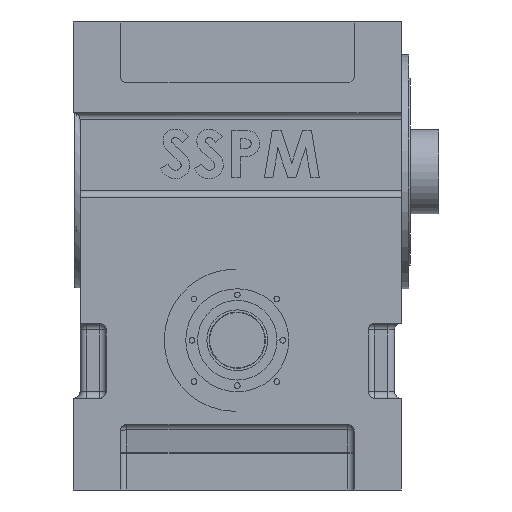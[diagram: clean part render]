
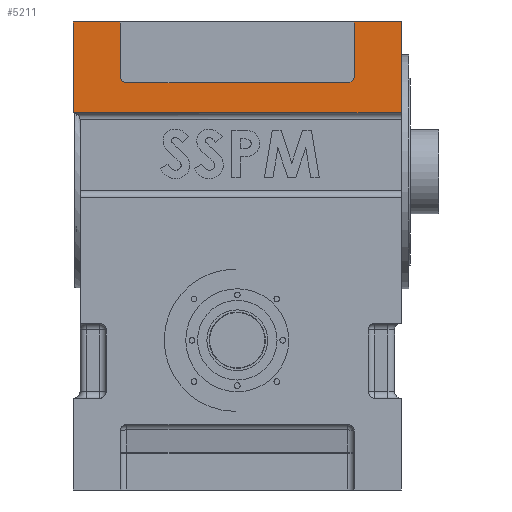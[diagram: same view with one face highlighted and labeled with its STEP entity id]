
A CAD part, left-side view. The second image highlights one B-rep face of the part: STEP entity #5211.
In plain terms, the highlighted planar face has unit normal (-1, 0, 0).
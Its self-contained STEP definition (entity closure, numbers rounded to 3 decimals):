
#150 = VERTEX_POINT ( 'NONE', #3621 ) ;
#193 = ORIENTED_EDGE ( 'NONE', *, *, #14894, .F. ) ;
#345 = EDGE_CURVE ( 'NONE', #29798, #150, #10656, .T. ) ;
#730 = CARTESIAN_POINT ( 'NONE',  ( -160., 125., 500. ) ) ;
#1831 = CARTESIAN_POINT ( 'NONE',  ( -160., 175., 403. ) ) ;
#1988 = VERTEX_POINT ( 'NONE', #16875 ) ;
#2111 = CARTESIAN_POINT ( 'NONE',  ( -160., -118., 442. ) ) ;
#2145 = DIRECTION ( 'NONE',  ( 1., 0., 0. ) ) ;
#3261 = VECTOR ( 'NONE', #13594, 1000. ) ;
#3352 = CARTESIAN_POINT ( 'NONE',  ( -160., 118., 435. ) ) ;
#3621 = CARTESIAN_POINT ( 'NONE',  ( -160., -175., 403. ) ) ;
#3659 = EDGE_CURVE ( 'NONE', #8931, #1988, #31159, .T. ) ;
#3757 = VERTEX_POINT ( 'NONE', #3352 ) ;
#4302 = DIRECTION ( 'NONE',  ( 1., 0., 0. ) ) ;
#4610 = ORIENTED_EDGE ( 'NONE', *, *, #15686, .F. ) ;
#4683 = CARTESIAN_POINT ( 'NONE',  ( -160., -175., 500. ) ) ;
#4789 = EDGE_CURVE ( 'NONE', #3757, #1988, #24727, .T. ) ;
#4804 = CARTESIAN_POINT ( 'NONE',  ( -160., -118., 435. ) ) ;
#5131 = VECTOR ( 'NONE', #16294, 1000. ) ;
#5211 = ADVANCED_FACE ( 'NONE', ( #26226 ), #30890, .F. ) ;
#5312 = ORIENTED_EDGE ( 'NONE', *, *, #345, .F. ) ;
#5347 = ORIENTED_EDGE ( 'NONE', *, *, #25730, .F. ) ;
#5403 = CARTESIAN_POINT ( 'NONE',  ( -160., 175., 500. ) ) ;
#5521 = LINE ( 'NONE', #20941, #5131 ) ;
#6583 = CARTESIAN_POINT ( 'NONE',  ( -160., -125., 442. ) ) ;
#6634 = CARTESIAN_POINT ( 'NONE',  ( -160., 175., 500. ) ) ;
#6983 = DIRECTION ( 'NONE',  ( 0., 1., 0. ) ) ;
#7054 = LINE ( 'NONE', #6634, #3261 ) ;
#7224 = CARTESIAN_POINT ( 'NONE',  ( -160., 118., 442. ) ) ;
#7419 = ORIENTED_EDGE ( 'NONE', *, *, #30135, .F. ) ;
#7692 = ORIENTED_EDGE ( 'NONE', *, *, #30632, .T. ) ;
#8344 = DIRECTION ( 'NONE',  ( 0., -1., 0. ) ) ;
#8724 = AXIS2_PLACEMENT_3D ( 'NONE', #2111, #4302, #16559 ) ;
#8752 = VERTEX_POINT ( 'NONE', #4804 ) ;
#8867 = CARTESIAN_POINT ( 'NONE',  ( -160., -125., 435. ) ) ;
#8931 = VERTEX_POINT ( 'NONE', #20098 ) ;
#9410 = DIRECTION ( 'NONE',  ( 1., 0., 0. ) ) ;
#9500 = ORIENTED_EDGE ( 'NONE', *, *, #4789, .T. ) ;
#9531 = VECTOR ( 'NONE', #14381, 1000. ) ;
#10656 = LINE ( 'NONE', #4683, #9531 ) ;
#12109 = LINE ( 'NONE', #22755, #25316 ) ;
#12336 = VERTEX_POINT ( 'NONE', #30172 ) ;
#12665 = DIRECTION ( 'NONE',  ( 0., 0., -1. ) ) ;
#12923 = EDGE_CURVE ( 'NONE', #23330, #27833, #16966, .T. ) ;
#13248 = VECTOR ( 'NONE', #22151, 1000. ) ;
#13594 = DIRECTION ( 'NONE',  ( 0., -1., 0. ) ) ;
#13824 = VECTOR ( 'NONE', #12665, 1000. ) ;
#14016 = LINE ( 'NONE', #5403, #13248 ) ;
#14381 = DIRECTION ( 'NONE',  ( 0., 0., -1. ) ) ;
#14400 = VERTEX_POINT ( 'NONE', #6583 ) ;
#14473 = DIRECTION ( 'NONE',  ( 0., 0., -1. ) ) ;
#14894 = EDGE_CURVE ( 'NONE', #3757, #8752, #12109, .T. ) ;
#15686 = EDGE_CURVE ( 'NONE', #14400, #12336, #21858, .T. ) ;
#15839 = CARTESIAN_POINT ( 'NONE',  ( -160., 175., 500. ) ) ;
#16294 = DIRECTION ( 'NONE',  ( 0., -1., 0. ) ) ;
#16559 = DIRECTION ( 'NONE',  ( 0., 0., -1. ) ) ;
#16875 = CARTESIAN_POINT ( 'NONE',  ( -160., 125., 442. ) ) ;
#16966 = LINE ( 'NONE', #26721, #18873 ) ;
#17114 = ORIENTED_EDGE ( 'NONE', *, *, #28457, .T. ) ;
#18605 = CARTESIAN_POINT ( 'NONE',  ( -160., 175., 500. ) ) ;
#18873 = VECTOR ( 'NONE', #14473, 1000. ) ;
#19288 = CIRCLE ( 'NONE', #8724, 7. ) ;
#20098 = CARTESIAN_POINT ( 'NONE',  ( -160., 125., 500. ) ) ;
#20229 = ORIENTED_EDGE ( 'NONE', *, *, #3659, .F. ) ;
#20941 = CARTESIAN_POINT ( 'NONE',  ( -160., 206.229, 403. ) ) ;
#21487 = AXIS2_PLACEMENT_3D ( 'NONE', #18605, #9410, #6983 ) ;
#21858 = LINE ( 'NONE', #8867, #24141 ) ;
#22151 = DIRECTION ( 'NONE',  ( 0., -1., 0. ) ) ;
#22755 = CARTESIAN_POINT ( 'NONE',  ( -160., 175., 435. ) ) ;
#23018 = EDGE_LOOP ( 'NONE', ( #20229, #5347, #30356, #7692, #5312, #7419, #4610, #17114, #193, #9500 ) ) ;
#23330 = VERTEX_POINT ( 'NONE', #15839 ) ;
#23743 = CARTESIAN_POINT ( 'NONE',  ( -160., -175., 500. ) ) ;
#23891 = AXIS2_PLACEMENT_3D ( 'NONE', #7224, #2145, #31032 ) ;
#24043 = DIRECTION ( 'NONE',  ( 0., 0., 1. ) ) ;
#24141 = VECTOR ( 'NONE', #24043, 1000. ) ;
#24727 = CIRCLE ( 'NONE', #23891, 7. ) ;
#25316 = VECTOR ( 'NONE', #8344, 1000. ) ;
#25730 = EDGE_CURVE ( 'NONE', #23330, #8931, #14016, .T. ) ;
#26226 = FACE_OUTER_BOUND ( 'NONE', #23018, .T. ) ;
#26721 = CARTESIAN_POINT ( 'NONE',  ( -160., 175., 500. ) ) ;
#27833 = VERTEX_POINT ( 'NONE', #1831 ) ;
#28457 = EDGE_CURVE ( 'NONE', #14400, #8752, #19288, .T. ) ;
#29798 = VERTEX_POINT ( 'NONE', #23743 ) ;
#30135 = EDGE_CURVE ( 'NONE', #12336, #29798, #7054, .T. ) ;
#30172 = CARTESIAN_POINT ( 'NONE',  ( -160., -125., 500. ) ) ;
#30356 = ORIENTED_EDGE ( 'NONE', *, *, #12923, .T. ) ;
#30632 = EDGE_CURVE ( 'NONE', #27833, #150, #5521, .T. ) ;
#30890 = PLANE ( 'NONE',  #21487 ) ;
#31032 = DIRECTION ( 'NONE',  ( 0., 0., -1. ) ) ;
#31159 = LINE ( 'NONE', #730, #13824 ) ;
